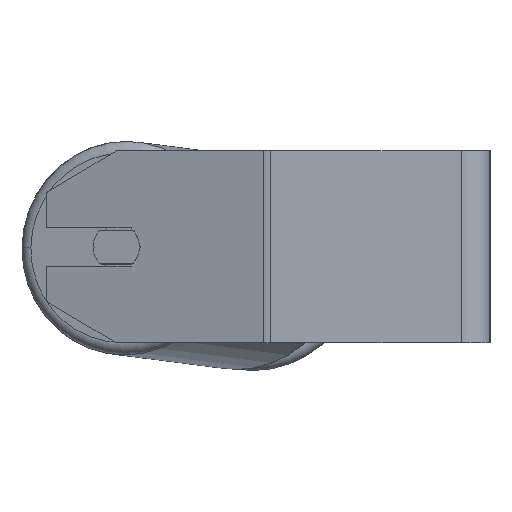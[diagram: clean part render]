
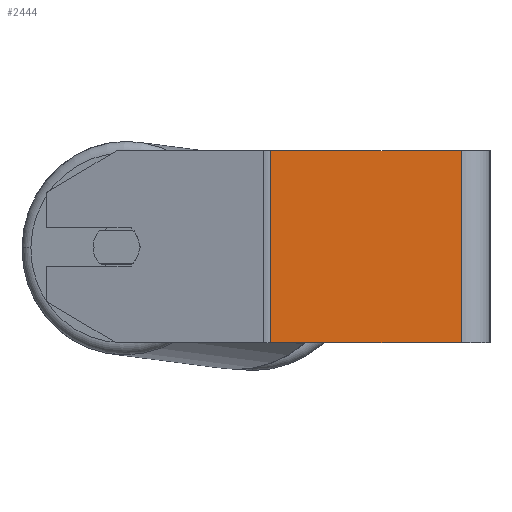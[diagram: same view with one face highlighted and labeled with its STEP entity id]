
A CAD part, left-side view. The second image highlights one B-rep face of the part: STEP entity #2444.
In plain terms, the highlighted planar face has unit normal (-1, 0, 0).
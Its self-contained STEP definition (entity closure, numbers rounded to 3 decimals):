
#202 = DIRECTION ( 'NONE',  ( 0., 0., -1. ) ) ;
#998 = ORIENTED_EDGE ( 'NONE', *, *, #3702, .T. ) ;
#1316 = EDGE_CURVE ( 'NONE', #4365, #7622, #1630, .T. ) ;
#1593 = DIRECTION ( 'NONE',  ( 0., -1., 0. ) ) ;
#1621 = DIRECTION ( 'NONE',  ( 0., -1., 0. ) ) ;
#1630 = LINE ( 'NONE', #5501, #7066 ) ;
#1745 = CARTESIAN_POINT ( 'NONE',  ( -340., 92.92, 40. ) ) ;
#2039 = EDGE_CURVE ( 'NONE', #5750, #7808, #5011, .T. ) ;
#2288 = ORIENTED_EDGE ( 'NONE', *, *, #1316, .T. ) ;
#2444 = ADVANCED_FACE ( 'NONE', ( #5039 ), #7742, .F. ) ;
#2520 = CARTESIAN_POINT ( 'NONE',  ( -340., 12., 40. ) ) ;
#2956 = LINE ( 'NONE', #4393, #7386 ) ;
#3011 = CARTESIAN_POINT ( 'NONE',  ( -340., 92.92, 40. ) ) ;
#3677 = DIRECTION ( 'NONE',  ( 0., 0., -1. ) ) ;
#3698 = CARTESIAN_POINT ( 'NONE',  ( -340., 12., -40. ) ) ;
#3702 = EDGE_CURVE ( 'NONE', #5750, #4365, #5000, .T. ) ;
#3792 = DIRECTION ( 'NONE',  ( 0., 0., -1. ) ) ;
#4077 = CARTESIAN_POINT ( 'NONE',  ( -340., 91.34, -40. ) ) ;
#4365 = VERTEX_POINT ( 'NONE', #4077 ) ;
#4393 = CARTESIAN_POINT ( 'NONE',  ( -340., 12., 40. ) ) ;
#4452 = EDGE_CURVE ( 'NONE', #7808, #7622, #2956, .T. ) ;
#4460 = ORIENTED_EDGE ( 'NONE', *, *, #4452, .F. ) ;
#4471 = DIRECTION ( 'NONE',  ( 1., 0., 0. ) ) ;
#5000 = LINE ( 'NONE', #7029, #5256 ) ;
#5011 = LINE ( 'NONE', #3011, #8078 ) ;
#5039 = FACE_OUTER_BOUND ( 'NONE', #8097, .T. ) ;
#5256 = VECTOR ( 'NONE', #202, 1000. ) ;
#5501 = CARTESIAN_POINT ( 'NONE',  ( -340., 92.92, -40. ) ) ;
#5750 = VERTEX_POINT ( 'NONE', #6480 ) ;
#6385 = AXIS2_PLACEMENT_3D ( 'NONE', #1745, #4471, #3792 ) ;
#6480 = CARTESIAN_POINT ( 'NONE',  ( -340., 91.34, 40. ) ) ;
#7029 = CARTESIAN_POINT ( 'NONE',  ( -340., 91.34, 40. ) ) ;
#7066 = VECTOR ( 'NONE', #1593, 1000. ) ;
#7386 = VECTOR ( 'NONE', #3677, 1000. ) ;
#7622 = VERTEX_POINT ( 'NONE', #3698 ) ;
#7651 = ORIENTED_EDGE ( 'NONE', *, *, #2039, .F. ) ;
#7742 = PLANE ( 'NONE',  #6385 ) ;
#7808 = VERTEX_POINT ( 'NONE', #2520 ) ;
#8078 = VECTOR ( 'NONE', #1621, 1000. ) ;
#8097 = EDGE_LOOP ( 'NONE', ( #2288, #4460, #7651, #998 ) ) ;
